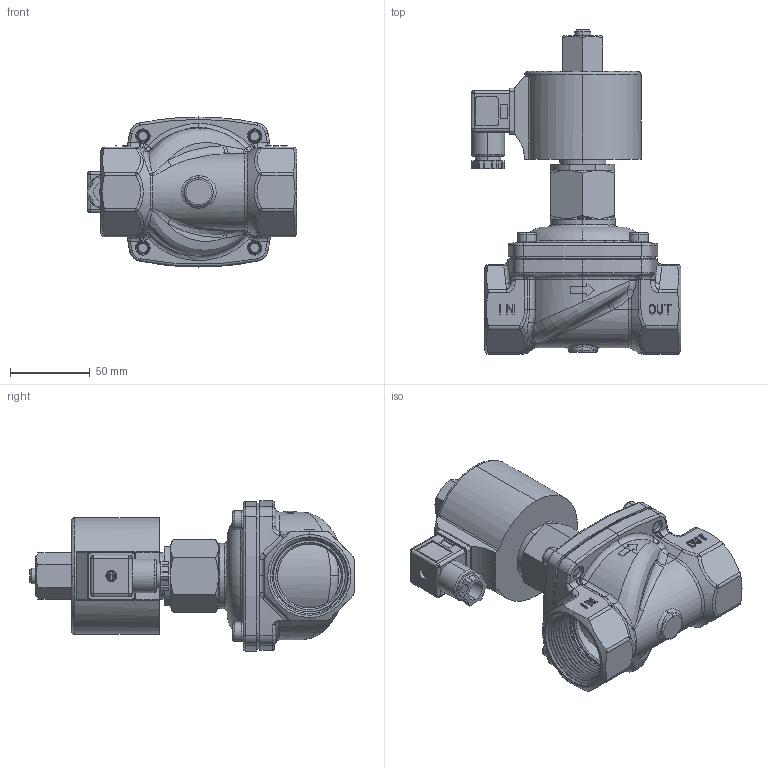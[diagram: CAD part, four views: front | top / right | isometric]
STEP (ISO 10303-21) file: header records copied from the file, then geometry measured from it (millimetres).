
FILE_DESCRIPTION (( 'STEP AP214' ), '1' );
FILE_NAME ('242 DN40 NO.STEP', '2023-08-30T08:05:06', ( 'admin' ), ( 'Hewlett-Packard Company' ), 'SwSTEP 2.0', 'SolidWorks 2015', '' );
FILE_SCHEMA (( 'AUTOMOTIVE_DESIGN' ));
Length unit declared in the file: millimetre
Products named in the file (3): Spule; DN40; 242 DN40 NO
Assembly tree (2 placements, depth 2):
  242 DN40 NO
    DN40
    Spule
Bounding box: 131.5 x 203 x 94 mm (x, y, z)
Volume: 261675.3 mm3; surface area: 165290.8 mm2
Topology: 1 solids, 4 shells, 1420 faces, 4116 edges, 2737 vertices
Faces by surface type: cylinder 529, plane 428, bspline 253, torus 109, cone 83, sphere 18
Entity records: 125709 total; most frequent: CARTESIAN_POINT 92675, ORIENTED_EDGE 8146, DIRECTION 5037, EDGE_CURVE 4080, VERTEX_POINT 2736, B_SPLINE_CURVE_WITH_KNOTS 1916, AXIS2_PLACEMENT_3D 1787, EDGE_LOOP 1507
